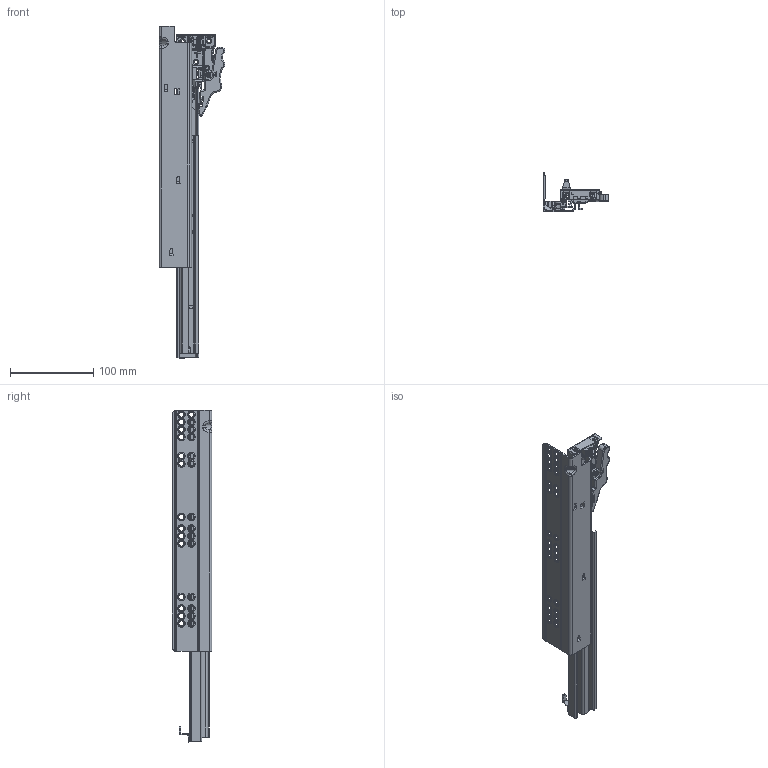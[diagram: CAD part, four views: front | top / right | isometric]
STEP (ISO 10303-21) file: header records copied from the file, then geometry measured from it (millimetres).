
FILE_DESCRIPTION (( 'STEP AP214' ), '1' );
FILE_NAME ('FR_3002.0400mm_16inch_closed_left.STEP', '2022-11-02T06:59:05', ( '' ), ( '' ), 'SwSTEP 2.0', 'SolidWorks 2020', '' );
FILE_SCHEMA (( 'AUTOMOTIVE_DESIGN' ));
Length unit declared in the file: millimetre
Products named in the file (29): FR 3XXX ECD PIN; 3002.400-03.C047; FR 3XXX END CAP; FR 3XXX METAL PLATE LEFT; FR 3XXX ECD LONG SPRING; FR_3002.0400mm_16inch_closed_left; FR 3XXX ECD SHORT SPRING LEFT; FR 3XXX PLASTIC HOUSING LEFT; FR 3XXX SLIDER LEFT; FR 3XXX LOCATING BLOCK LEFT; FR 3XXX LOCKING HANDLE LEFT; FR 3XXX ECD DAMPER CYLINDER; FR 3XXX HANDLE SCREW; FR 3XXX ECD DAMPER ROD; FR 3XXX L_R ADJUSTMENT THREAD; FR 3XXX ECD LATCH PIVOT LEFT; 3002.400-02.C047; FR 3XXX ECD LATCH LEFT; FR 3XXX HOUSING SCREW; FR 3XXX.XXX-04; FR 3XXX THUMBWHEEL; 3002.XXX-03.C047_NL  400; FR 3XXX ECD LEFT_ECD LEFT CLOSED; FR 3XXX ECD HOUSING LEFT; 3002.XXX-02.C047_NL  400; FR 3XXX CLOSE ADJUSTMENT LEFT; 3002.XXX-01.C047_NL  400 CLOSED; 3002.400-01.C047; FR 3XXX HOOK
Assembly tree (31 placements, depth 4):
  FR_3002.0400mm_16inch_closed_left
    3002.XXX-01.C047_NL  400 CLOSED
      3002.400-01.C047
      FR 3XXX ECD LEFT_ECD LEFT CLOSED
        FR 3XXX ECD HOUSING LEFT
        FR 3XXX ECD SHORT SPRING LEFT
        FR 3XXX ECD LONG SPRING
        FR 3XXX ECD DAMPER CYLINDER
        FR 3XXX ECD DAMPER ROD
        FR 3XXX ECD LATCH PIVOT LEFT
        FR 3XXX ECD LATCH LEFT
    3002.XXX-02.C047_NL  400
      3002.400-02.C047
    3002.XXX-03.C047_NL  400
      FR 3XXX END CAP
      FR 3XXX HOOK
      FR 3XXX ECD PIN
      3002.400-03.C047
    FR 3XXX.XXX-04
      FR 3XXX METAL PLATE LEFT
      FR 3XXX PLASTIC HOUSING LEFT
      FR 3XXX SLIDER LEFT
      FR 3XXX L_R ADJUSTMENT THREAD
      FR 3XXX HANDLE SCREW
      FR 3XXX CLOSE ADJUSTMENT LEFT
      FR 3XXX LOCATING BLOCK LEFT
      FR 3XXX LOCKING HANDLE LEFT
      FR 3XXX THUMBWHEEL  x2
      FR 3XXX HOUSING SCREW  x3
Bounding box: 79.06 x 47.5 x 399 mm (x, y, z)
Volume: 137763.7 mm3; surface area: 190007 mm2
Topology: 24 solids, 24 shells, 3793 faces, 9657 edges, 5750 vertices
Faces by surface type: cylinder 1401, plane 1380, torus 460, bspline 216, cone 180, sphere 156
Entity records: 133449 total; most frequent: CARTESIAN_POINT 35188, DIRECTION 21063, ORIENTED_EDGE 20318, EDGE_CURVE 10159, AXIS2_PLACEMENT_3D 7852, VERTEX_POINT 6165, VECTOR 5359, LINE 5359
